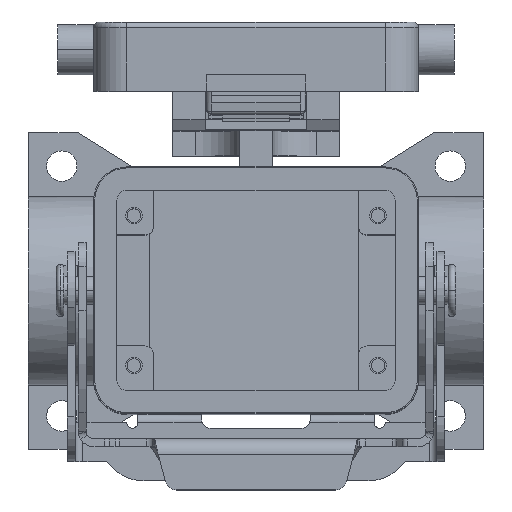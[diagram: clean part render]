
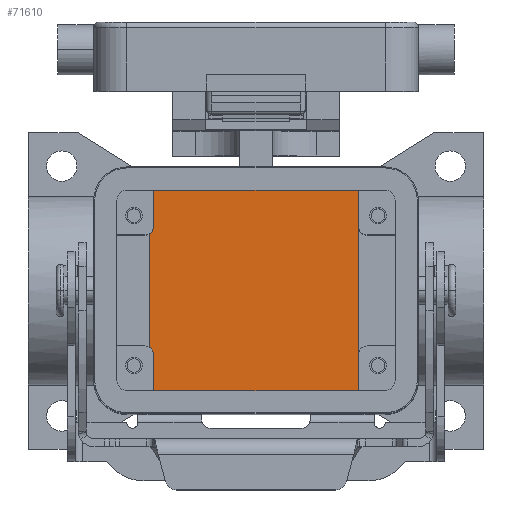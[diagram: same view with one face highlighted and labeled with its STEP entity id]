
A CAD part, top view. The second image highlights one B-rep face of the part: STEP entity #71610.
In plain terms, the highlighted planar face has unit normal (0, 0, 1).
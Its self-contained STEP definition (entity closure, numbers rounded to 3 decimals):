
#70880=CARTESIAN_POINT('',(0.,0.,-62.));
#70890=DIRECTION('',(0.,0.,1.));
#70900=DIRECTION('',(1.,0.,0.));
#70910=AXIS2_PLACEMENT_3D('',#70880,#70890,#70900);
#70920=PLANE('',#70910);
#70930=CARTESIAN_POINT('',(-20.,11.5,-62.));
#70940=DIRECTION('',(0.,0.,-1.));
#70950=DIRECTION('',(0.,-1.,0.));
#70960=AXIS2_PLACEMENT_3D('',#70930,#70940,#70950);
#70970=CIRCLE('',#70960,1.5);
#70980=CARTESIAN_POINT('',(-18.5,11.5,-62.));
#70990=VERTEX_POINT('',#70980);
#71000=CARTESIAN_POINT('',(-19.25,10.201,-62.));
#71010=VERTEX_POINT('',#71000);
#71020=EDGE_CURVE('',#70990,#71010,#70970,.T.);
#71030=ORIENTED_EDGE('',*,*,#71020,.T.);
#71040=CARTESIAN_POINT('',(-18.5,18.25,-62.));
#71050=DIRECTION('',(0.,-1.,0.));
#71060=VECTOR('',#71050,6.75);
#71070=LINE('',#71040,#71060);
#71080=CARTESIAN_POINT('',(-18.5,18.25,-62.));
#71090=VERTEX_POINT('',#71080);
#71100=EDGE_CURVE('',#71090,#70990,#71070,.T.);
#71110=ORIENTED_EDGE('',*,*,#71100,.T.);
#71120=CARTESIAN_POINT('',(18.5,18.25,-62.));
#71130=DIRECTION('',(-1.,0.,0.));
#71140=VECTOR('',#71130,37.);
#71150=LINE('',#71120,#71140);
#71160=CARTESIAN_POINT('',(18.5,18.25,-62.));
#71170=VERTEX_POINT('',#71160);
#71180=EDGE_CURVE('',#71170,#71090,#71150,.T.);
#71190=ORIENTED_EDGE('',*,*,#71180,.T.);
#71200=CARTESIAN_POINT('',(18.5,-18.25,-62.));
#71210=DIRECTION('',(0.,1.,0.));
#71220=VECTOR('',#71210,36.5);
#71230=LINE('',#71200,#71220);
#71240=CARTESIAN_POINT('',(18.5,-18.25,-62.));
#71250=VERTEX_POINT('',#71240);
#71260=EDGE_CURVE('',#71250,#71170,#71230,.T.);
#71270=ORIENTED_EDGE('',*,*,#71260,.T.);
#71280=CARTESIAN_POINT('',(-18.5,-18.25,-62.));
#71290=DIRECTION('',(1.,0.,0.));
#71300=VECTOR('',#71290,37.);
#71310=LINE('',#71280,#71300);
#71320=CARTESIAN_POINT('',(-18.5,-18.25,-62.));
#71330=VERTEX_POINT('',#71320);
#71340=EDGE_CURVE('',#71330,#71250,#71310,.T.);
#71350=ORIENTED_EDGE('',*,*,#71340,.T.);
#71360=CARTESIAN_POINT('',(-18.5,-11.5,-62.));
#71370=DIRECTION('',(0.,-1.,0.));
#71380=VECTOR('',#71370,6.75);
#71390=LINE('',#71360,#71380);
#71400=CARTESIAN_POINT('',(-18.5,-11.5,-62.));
#71410=VERTEX_POINT('',#71400);
#71420=EDGE_CURVE('',#71410,#71330,#71390,.T.);
#71430=ORIENTED_EDGE('',*,*,#71420,.T.);
#71440=CARTESIAN_POINT('',(-20.,-11.5,-62.));
#71450=DIRECTION('',(0.,0.,-1.));
#71460=DIRECTION('',(-1.,0.,0.));
#71470=AXIS2_PLACEMENT_3D('',#71440,#71450,#71460);
#71480=CIRCLE('',#71470,1.5);
#71490=CARTESIAN_POINT('',(-19.25,-10.201,-62.));
#71500=VERTEX_POINT('',#71490);
#71510=EDGE_CURVE('',#71500,#71410,#71480,.T.);
#71520=ORIENTED_EDGE('',*,*,#71510,.T.);
#71530=CARTESIAN_POINT('',(-19.25,10.201,-62.));
#71540=DIRECTION('',(0.,-1.,0.));
#71550=VECTOR('',#71540,20.402);
#71560=LINE('',#71530,#71550);
#71570=EDGE_CURVE('',#71010,#71500,#71560,.T.);
#71580=ORIENTED_EDGE('',*,*,#71570,.T.);
#71590=EDGE_LOOP('',(#71580,#71520,#71430,#71350,#71270,#71190,#71110,
#71030));
#71600=FACE_OUTER_BOUND('',#71590,.T.);
#71610=ADVANCED_FACE('',(#71600),#70920,.T.);
